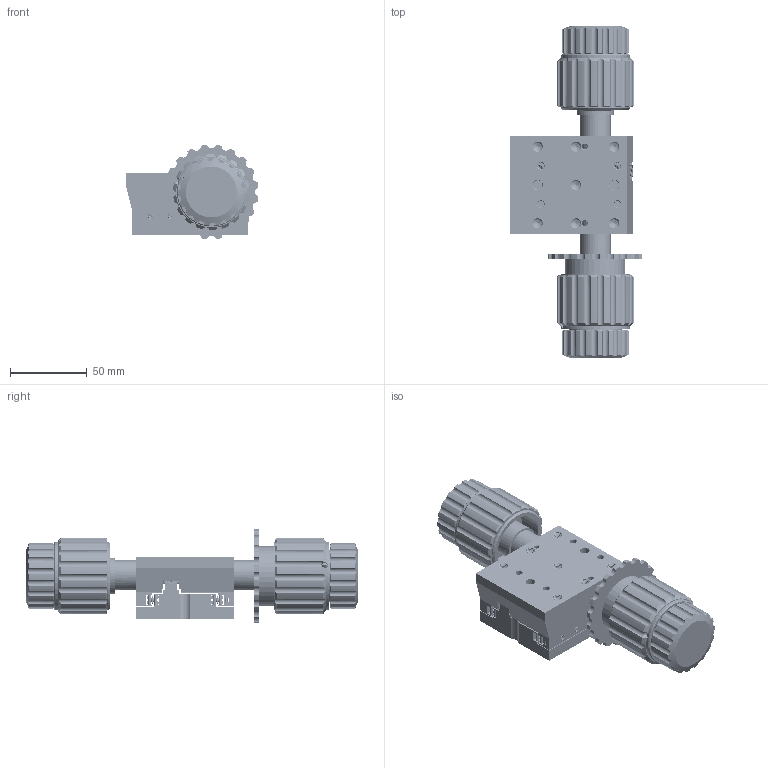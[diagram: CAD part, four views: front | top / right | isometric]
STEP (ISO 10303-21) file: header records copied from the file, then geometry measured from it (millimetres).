
FILE_DESCRIPTION((''),'2;1');
FILE_NAME('MCT-LMP_ASM','2023-08-16T17:49:42',('R&D'),(''),'CREO PARAMETRIC BY PTC INC, 2021063','CREO PARAMETRIC BY PTC INC, 2021063','');
FILE_SCHEMA(('CONFIG_CONTROL_DESIGN'));
Products named in the file (30): MCT-LMP_A1; AXLE_3X71_2; AXLE_3X71; MCT-LMP_A6; MCT-LMPE_0_5_8X6X76_5; M3X4_HS; MCT-LMP_SUP; M2X8_HS; M2X5_HM; MCT-LMP-DD12; MCT-LMP-DD13; MCT-LMP-DD1; MCT-LMP-DD11; MCT-LMP-BALL_8; MCT-LMP-DD9; MCT-LMP-DD2; MCT-LMP-DD5; MCT-LMP-DD8; MCT-LMP-DD7; NUT_M10X1; MCT-LMP-DD3; MCT-LMP-DD4; MCT-LMP-DD15; MCT-LMP-DD16; MCT-LMP-DD17; M1_5X2; M4X4_HS; MCT-LMP-DD19; MCT-LMP-DD_ASM; MCT-LMP_ASM
Assembly tree (60 placements, depth 3):
  MCT-LMP_ASM
    MCT-LMP_A1
    AXLE_3X71_2
    AXLE_3X71  x8
    MCT-LMP_A6
    MCT-LMPE_0_5_8X6X76_5
    M3X4_HS  x5
    MCT-LMP_SUP  x2
    M2X8_HS  x10
    M2X5_HM  x2
    MCT-LMP-DD_ASM
      MCT-LMP-DD12
      MCT-LMP-DD13
      MCT-LMP-DD1
      MCT-LMP-DD11
      MCT-LMP-BALL_8  x3
      MCT-LMP-DD9
      MCT-LMP-DD2
      MCT-LMP-DD5
      MCT-LMP-DD8
      MCT-LMP-DD7
      NUT_M10X1  x2
      MCT-LMP-DD3
      MCT-LMP-DD4  x2
      MCT-LMP-DD15
      MCT-LMP-DD16  x2
      MCT-LMP-DD17  x2
      M1_5X2
      M4X4_HS  x2
      MCT-LMP-DD19  x3
Bounding box: 86.75 x 216.5 x 61.5 mm (x, y, z)
Volume: 336782.5 mm3; surface area: 145952.3 mm2
Topology: 79 solids, 79 shells, 3365 faces, 8816 edges, 5463 vertices
Faces by surface type: cylinder 1216, plane 802, bspline 761, cone 534, sphere 46, torus 6
Entity records: 176811 total; most frequent: CARTESIAN_POINT 114699, ORIENTED_EDGE 14714, DIRECTION 9716, EDGE_CURVE 7357, VERTEX_POINT 4765, AXIS2_PLACEMENT_3D 3406, B_SPLINE_CURVE_WITH_KNOTS 3123, EDGE_LOOP 2920
